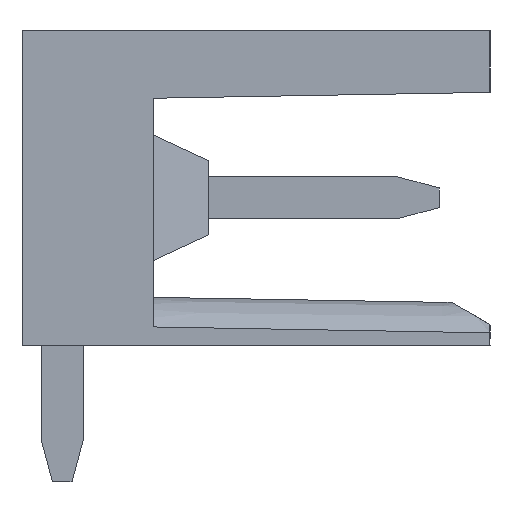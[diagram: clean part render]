
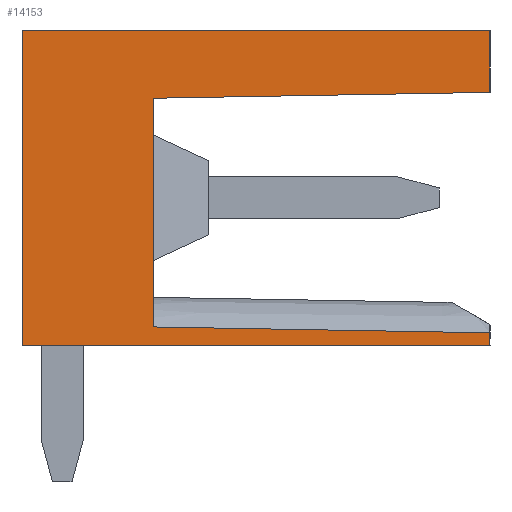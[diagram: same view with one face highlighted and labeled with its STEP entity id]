
A CAD part, left-side view. The second image highlights one B-rep face of the part: STEP entity #14153.
In plain terms, the highlighted planar face has unit normal (-1, 0, 0).
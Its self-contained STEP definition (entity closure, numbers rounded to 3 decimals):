
#14122=AXIS2_PLACEMENT_3D('Plane Axis2P3D',#14119,#14120,#14121) ;
#6975=CARTESIAN_POINT('Vertex',(0.,11.05,3.2)) ;
#6978=CARTESIAN_POINT('Line Origine',(0.,11.05,6.925)) ;
#6982=CARTESIAN_POINT('Vertex',(0.,11.05,10.65)) ;
#8250=CARTESIAN_POINT('Vertex',(0.,0.,3.2)) ;
#8253=CARTESIAN_POINT('Line Origine',(0.,5.525,3.2)) ;
#8380=CARTESIAN_POINT('Vertex',(0.,0.,10.65)) ;
#8385=CARTESIAN_POINT('Line Origine',(0.,0.,9.919)) ;
#8389=CARTESIAN_POINT('Vertex',(0.,0.,9.189)) ;
#10479=CARTESIAN_POINT('Line Origine',(0.,0.,3.356)) ;
#10483=CARTESIAN_POINT('Vertex',(0.,0.,3.511)) ;
#12091=CARTESIAN_POINT('Line Origine',(0.,5.525,10.65)) ;
#14119=CARTESIAN_POINT('Axis2P3D Location',(0.,0.,0.)) ;
#14124=CARTESIAN_POINT('Line Origine',(0.,3.975,3.581)) ;
#14128=CARTESIAN_POINT('Vertex',(0.,7.95,3.65)) ;
#14131=CARTESIAN_POINT('Line Origine',(0.,7.95,6.35)) ;
#14135=CARTESIAN_POINT('Vertex',(0.,7.95,9.05)) ;
#14138=CARTESIAN_POINT('Line Origine',(0.,3.975,9.119)) ;
#6979=DIRECTION('Vector Direction',(0.,0.,1.)) ;
#8254=DIRECTION('Vector Direction',(0.,1.,0.)) ;
#8386=DIRECTION('Vector Direction',(0.,0.,-1.)) ;
#10480=DIRECTION('Vector Direction',(0.,0.,-1.)) ;
#12092=DIRECTION('Vector Direction',(0.,-1.,0.)) ;
#14120=DIRECTION('Axis2P3D Direction',(-1.,0.,0.)) ;
#14121=DIRECTION('Axis2P3D XDirection',(0.,-1.,0.)) ;
#14125=DIRECTION('Vector Direction',(0.,1.,0.017)) ;
#14132=DIRECTION('Vector Direction',(0.,0.,1.)) ;
#14139=DIRECTION('Vector Direction',(0.,1.,-0.017)) ;
#6980=VECTOR('Line Direction',#6979,1.) ;
#8255=VECTOR('Line Direction',#8254,1.) ;
#8387=VECTOR('Line Direction',#8386,1.) ;
#10481=VECTOR('Line Direction',#10480,1.) ;
#12093=VECTOR('Line Direction',#12092,1.) ;
#14126=VECTOR('Line Direction',#14125,1.) ;
#14133=VECTOR('Line Direction',#14132,1.) ;
#14140=VECTOR('Line Direction',#14139,1.) ;
#14144=ORIENTED_EDGE('',*,*,#8391,.T.) ;
#14145=ORIENTED_EDGE('',*,*,#12095,.T.) ;
#14146=ORIENTED_EDGE('',*,*,#6984,.T.) ;
#14147=ORIENTED_EDGE('',*,*,#8257,.T.) ;
#14148=ORIENTED_EDGE('',*,*,#10485,.T.) ;
#14149=ORIENTED_EDGE('',*,*,#14130,.F.) ;
#14150=ORIENTED_EDGE('',*,*,#14137,.F.) ;
#14151=ORIENTED_EDGE('',*,*,#14142,.F.) ;
#14153=ADVANCED_FACE('HOUSING',(#14152),#14123,.T.) ;
#6984=EDGE_CURVE('',#6983,#6976,#6981,.F.) ;
#8257=EDGE_CURVE('',#6976,#8251,#8256,.F.) ;
#8391=EDGE_CURVE('',#8390,#8381,#8388,.F.) ;
#10485=EDGE_CURVE('',#8251,#10484,#10482,.F.) ;
#12095=EDGE_CURVE('',#8381,#6983,#12094,.F.) ;
#14130=EDGE_CURVE('',#14129,#10484,#14127,.F.) ;
#14137=EDGE_CURVE('',#14136,#14129,#14134,.F.) ;
#14142=EDGE_CURVE('',#8390,#14136,#14141,.T.) ;
#14143=EDGE_LOOP('',(#14144,#14145,#14146,#14147,#14148,#14149,#14150,#14151)) ;
#14152=FACE_OUTER_BOUND('',#14143,.T.) ;
#6981=LINE('Line',#6978,#6980) ;
#8256=LINE('Line',#8253,#8255) ;
#8388=LINE('Line',#8385,#8387) ;
#10482=LINE('Line',#10479,#10481) ;
#12094=LINE('Line',#12091,#12093) ;
#14127=LINE('Line',#14124,#14126) ;
#14134=LINE('Line',#14131,#14133) ;
#14141=LINE('Line',#14138,#14140) ;
#14123=PLANE('',#14122) ;
#6976=VERTEX_POINT('',#6975) ;
#6983=VERTEX_POINT('',#6982) ;
#8251=VERTEX_POINT('',#8250) ;
#8381=VERTEX_POINT('',#8380) ;
#8390=VERTEX_POINT('',#8389) ;
#10484=VERTEX_POINT('',#10483) ;
#14129=VERTEX_POINT('',#14128) ;
#14136=VERTEX_POINT('',#14135) ;
